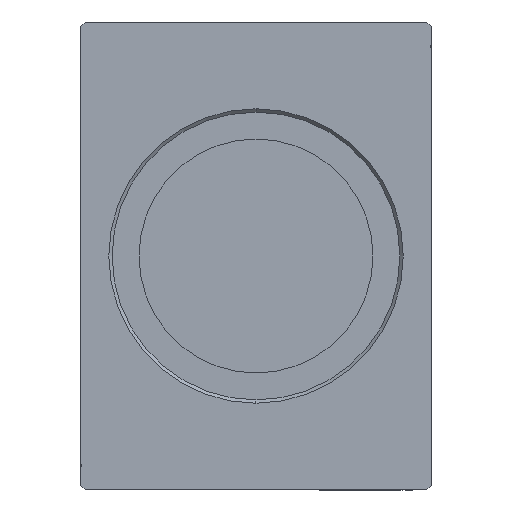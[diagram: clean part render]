
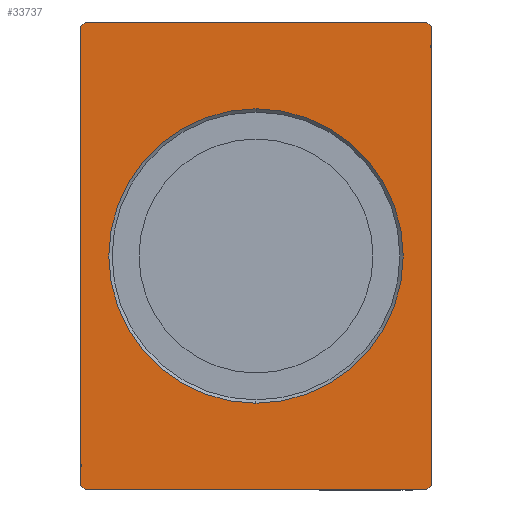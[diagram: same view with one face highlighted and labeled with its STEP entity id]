
A CAD part, left-side view. The second image highlights one B-rep face of the part: STEP entity #33737.
In plain terms, the highlighted planar face has unit normal (-1, 0, 0).
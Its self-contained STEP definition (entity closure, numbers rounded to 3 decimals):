
#312 = CARTESIAN_POINT ( 'NONE',  ( 0., -36.5, 50. ) ) ;
#633 = CARTESIAN_POINT ( 'NONE',  ( 0., 37.5, -49. ) ) ;
#678 = CARTESIAN_POINT ( 'NONE',  ( 0., 36.5, -50. ) ) ;
#1019 = DIRECTION ( 'NONE',  ( 0., 0., -1. ) ) ;
#1058 = PLANE ( 'NONE',  #1377 ) ;
#1377 = AXIS2_PLACEMENT_3D ( 'NONE', #31964, #25983, #3531 ) ;
#2929 = LINE ( 'NONE', #6421, #30345 ) ;
#3324 = CARTESIAN_POINT ( 'NONE',  ( 0., 36.5, 50. ) ) ;
#3531 = DIRECTION ( 'NONE',  ( 0., 0., -1. ) ) ;
#3769 = LINE ( 'NONE', #678, #4737 ) ;
#4290 = VECTOR ( 'NONE', #18628, 1000. ) ;
#4737 = VECTOR ( 'NONE', #13237, 1000. ) ;
#4955 = EDGE_CURVE ( 'NONE', #7420, #33712, #8809, .T. ) ;
#5108 = EDGE_LOOP ( 'NONE', ( #7620, #9977 ) ) ;
#5367 = DIRECTION ( 'NONE',  ( 0., 0., -1. ) ) ;
#6395 = ORIENTED_EDGE ( 'NONE', *, *, #10716, .F. ) ;
#6414 = FACE_OUTER_BOUND ( 'NONE', #35390, .T. ) ;
#6421 = CARTESIAN_POINT ( 'NONE',  ( 0., -36.5, -50. ) ) ;
#6799 = ORIENTED_EDGE ( 'NONE', *, *, #18803, .F. ) ;
#7420 = VERTEX_POINT ( 'NONE', #14082 ) ;
#7620 = ORIENTED_EDGE ( 'NONE', *, *, #19712, .T. ) ;
#8809 = LINE ( 'NONE', #18887, #37585 ) ;
#9138 = LINE ( 'NONE', #30589, #4290 ) ;
#9397 = CARTESIAN_POINT ( 'NONE',  ( 0., -37.5, 49. ) ) ;
#9977 = ORIENTED_EDGE ( 'NONE', *, *, #40560, .T. ) ;
#10335 = VERTEX_POINT ( 'NONE', #312 ) ;
#10716 = EDGE_CURVE ( 'NONE', #22160, #17861, #3769, .T. ) ;
#11731 = EDGE_CURVE ( 'NONE', #17861, #7420, #16297, .T. ) ;
#11947 = CARTESIAN_POINT ( 'NONE',  ( 0., 0., 0. ) ) ;
#13237 = DIRECTION ( 'NONE',  ( 0., 0.707, 0.707 ) ) ;
#13378 = EDGE_CURVE ( 'NONE', #33712, #10335, #13881, .T. ) ;
#13660 = CARTESIAN_POINT ( 'NONE',  ( 0., 36.5, -50. ) ) ;
#13881 = LINE ( 'NONE', #29760, #21246 ) ;
#14082 = CARTESIAN_POINT ( 'NONE',  ( 0., 37.5, 49. ) ) ;
#14565 = AXIS2_PLACEMENT_3D ( 'NONE', #16679, #29256, #1019 ) ;
#14648 = VERTEX_POINT ( 'NONE', #15865 ) ;
#14951 = VERTEX_POINT ( 'NONE', #21807 ) ;
#15865 = CARTESIAN_POINT ( 'NONE',  ( 0., -37.5, -49. ) ) ;
#15906 = DIRECTION ( 'NONE',  ( 0., 1., 0. ) ) ;
#16297 = LINE ( 'NONE', #633, #17269 ) ;
#16498 = CARTESIAN_POINT ( 'NONE',  ( 0., -36.5, 50. ) ) ;
#16679 = CARTESIAN_POINT ( 'NONE',  ( 0., 0., 0. ) ) ;
#17228 = CIRCLE ( 'NONE', #14565, 31.45 ) ;
#17269 = VECTOR ( 'NONE', #18979, 1000. ) ;
#17830 = LINE ( 'NONE', #26904, #20189 ) ;
#17861 = VERTEX_POINT ( 'NONE', #20658 ) ;
#18628 = DIRECTION ( 'NONE',  ( 0., 0., -1. ) ) ;
#18803 = EDGE_CURVE ( 'NONE', #10335, #38129, #28876, .T. ) ;
#18887 = CARTESIAN_POINT ( 'NONE',  ( 0., 37.5, 49. ) ) ;
#18979 = DIRECTION ( 'NONE',  ( 0., 0., 1. ) ) ;
#19067 = ORIENTED_EDGE ( 'NONE', *, *, #21124, .F. ) ;
#19712 = EDGE_CURVE ( 'NONE', #14951, #35244, #33206, .T. ) ;
#20189 = VECTOR ( 'NONE', #30402, 1000. ) ;
#20658 = CARTESIAN_POINT ( 'NONE',  ( 0., 37.5, -49. ) ) ;
#21124 = EDGE_CURVE ( 'NONE', #38129, #14648, #9138, .T. ) ;
#21246 = VECTOR ( 'NONE', #33055, 1000. ) ;
#21807 = CARTESIAN_POINT ( 'NONE',  ( 0., 0., 31.45 ) ) ;
#22160 = VERTEX_POINT ( 'NONE', #13660 ) ;
#23511 = DIRECTION ( 'NONE',  ( 0., -0.707, -0.707 ) ) ;
#24523 = CARTESIAN_POINT ( 'NONE',  ( 0., -36.5, -50. ) ) ;
#25983 = DIRECTION ( 'NONE',  ( 1., 0., 0. ) ) ;
#26250 = ORIENTED_EDGE ( 'NONE', *, *, #13378, .F. ) ;
#26391 = EDGE_CURVE ( 'NONE', #14648, #28863, #17830, .T. ) ;
#26594 = VECTOR ( 'NONE', #23511, 1000. ) ;
#26621 = AXIS2_PLACEMENT_3D ( 'NONE', #11947, #40380, #5367 ) ;
#26904 = CARTESIAN_POINT ( 'NONE',  ( 0., -37.5, -49. ) ) ;
#28265 = FACE_BOUND ( 'NONE', #5108, .T. ) ;
#28863 = VERTEX_POINT ( 'NONE', #24523 ) ;
#28876 = LINE ( 'NONE', #16498, #26594 ) ;
#29075 = ORIENTED_EDGE ( 'NONE', *, *, #4955, .F. ) ;
#29256 = DIRECTION ( 'NONE',  ( 1., 0., 0. ) ) ;
#29429 = ORIENTED_EDGE ( 'NONE', *, *, #26391, .F. ) ;
#29760 = CARTESIAN_POINT ( 'NONE',  ( 0., 36.5, 50. ) ) ;
#30345 = VECTOR ( 'NONE', #15906, 1000. ) ;
#30402 = DIRECTION ( 'NONE',  ( 0., 0.707, -0.707 ) ) ;
#30589 = CARTESIAN_POINT ( 'NONE',  ( 0., -37.5, 49. ) ) ;
#31450 = DIRECTION ( 'NONE',  ( 0., -0.707, 0.707 ) ) ;
#31964 = CARTESIAN_POINT ( 'NONE',  ( 0., 0., 0. ) ) ;
#32231 = ORIENTED_EDGE ( 'NONE', *, *, #34724, .F. ) ;
#33055 = DIRECTION ( 'NONE',  ( 0., -1., 0. ) ) ;
#33206 = CIRCLE ( 'NONE', #26621, 31.45 ) ;
#33712 = VERTEX_POINT ( 'NONE', #3324 ) ;
#33737 = ADVANCED_FACE ( 'NONE', ( #28265, #6414 ), #1058, .F. ) ;
#34724 = EDGE_CURVE ( 'NONE', #28863, #22160, #2929, .T. ) ;
#35244 = VERTEX_POINT ( 'NONE', #40488 ) ;
#35390 = EDGE_LOOP ( 'NONE', ( #29075, #36753, #6395, #32231, #29429, #19067, #6799, #26250 ) ) ;
#36753 = ORIENTED_EDGE ( 'NONE', *, *, #11731, .F. ) ;
#37585 = VECTOR ( 'NONE', #31450, 1000. ) ;
#38129 = VERTEX_POINT ( 'NONE', #9397 ) ;
#40380 = DIRECTION ( 'NONE',  ( 1., 0., 0. ) ) ;
#40488 = CARTESIAN_POINT ( 'NONE',  ( 0., 0., -31.45 ) ) ;
#40560 = EDGE_CURVE ( 'NONE', #35244, #14951, #17228, .T. ) ;
